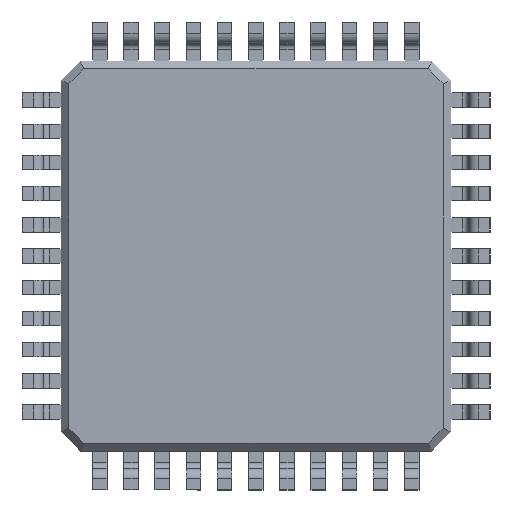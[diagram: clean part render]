
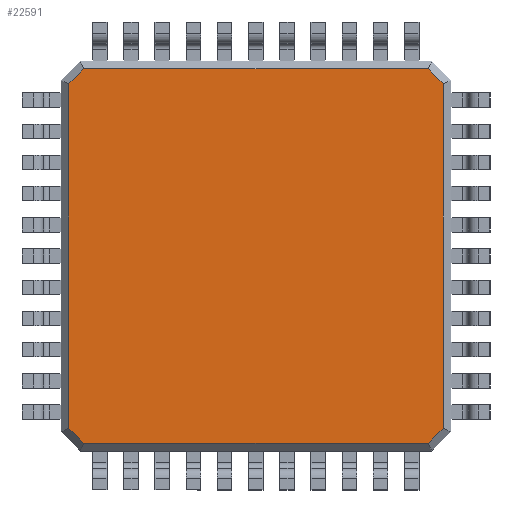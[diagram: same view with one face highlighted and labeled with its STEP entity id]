
A CAD part, front view. The second image highlights one B-rep face of the part: STEP entity #22591.
In plain terms, the highlighted planar face has unit normal (0, -1, 0).
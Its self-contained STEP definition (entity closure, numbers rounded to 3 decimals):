
#2892=FACE_OUTER_BOUND('',#4164,.T.);
#4164=EDGE_LOOP('',(#20580,#20581,#20582,#20583,#20584,#20585,#20586,#20587));
#6402=LINE('',#40684,#8672);
#6406=LINE('',#40691,#8676);
#6409=LINE('',#40697,#8679);
#6412=LINE('',#40705,#8682);
#6414=LINE('',#40709,#8684);
#6418=LINE('',#40715,#8688);
#6419=LINE('',#40718,#8689);
#6422=LINE('',#40723,#8692);
#8672=VECTOR('',#28685,10.);
#8676=VECTOR('',#28691,10.);
#8679=VECTOR('',#28696,10.);
#8682=VECTOR('',#28701,10.);
#8684=VECTOR('',#28705,10.);
#8688=VECTOR('',#28711,10.);
#8689=VECTOR('',#28714,10.);
#8692=VECTOR('',#28719,10.);
#10860=VERTEX_POINT('',#40681);
#10861=VERTEX_POINT('',#40683);
#10863=VERTEX_POINT('',#40689);
#10865=VERTEX_POINT('',#40695);
#10868=VERTEX_POINT('',#40702);
#10869=VERTEX_POINT('',#40704);
#10870=VERTEX_POINT('',#40708);
#10872=VERTEX_POINT('',#40717);
#14090=EDGE_CURVE('',#10860,#10861,#6402,.T.);
#14094=EDGE_CURVE('',#10863,#10860,#6406,.T.);
#14097=EDGE_CURVE('',#10865,#10863,#6409,.T.);
#14100=EDGE_CURVE('',#10868,#10869,#6412,.T.);
#14102=EDGE_CURVE('',#10870,#10868,#6414,.T.);
#14106=EDGE_CURVE('',#10869,#10865,#6418,.T.);
#14107=EDGE_CURVE('',#10872,#10870,#6419,.T.);
#14110=EDGE_CURVE('',#10861,#10872,#6422,.T.);
#20580=ORIENTED_EDGE('',*,*,#14100,.F.);
#20581=ORIENTED_EDGE('',*,*,#14102,.F.);
#20582=ORIENTED_EDGE('',*,*,#14107,.F.);
#20583=ORIENTED_EDGE('',*,*,#14110,.F.);
#20584=ORIENTED_EDGE('',*,*,#14090,.F.);
#20585=ORIENTED_EDGE('',*,*,#14094,.F.);
#20586=ORIENTED_EDGE('',*,*,#14097,.F.);
#20587=ORIENTED_EDGE('',*,*,#14106,.F.);
#21365=PLANE('',#23951);
#22591=ADVANCED_FACE('',(#2892),#21365,.F.);
#23951=AXIS2_PLACEMENT_3D('',#40743,#28738,#28739);
#28685=DIRECTION('',(0.,0.,-1.));
#28691=DIRECTION('',(0.707,0.,-0.707));
#28696=DIRECTION('',(1.,0.,0.));
#28701=DIRECTION('',(0.,0.,1.));
#28705=DIRECTION('',(-0.707,0.,0.707));
#28711=DIRECTION('',(0.707,0.,0.707));
#28714=DIRECTION('',(-1.,0.,0.));
#28719=DIRECTION('',(-0.707,0.,-0.707));
#28738=DIRECTION('center_axis',(0.,1.,0.));
#28739=DIRECTION('ref_axis',(1.,0.,0.));
#40681=CARTESIAN_POINT('',(4.8,0.,4.417));
#40683=CARTESIAN_POINT('',(4.8,0.,-4.417));
#40684=CARTESIAN_POINT('',(4.8,0.,2.5));
#40689=CARTESIAN_POINT('',(4.417,0.,4.8));
#40691=CARTESIAN_POINT('',(4.609,0.,4.609));
#40695=CARTESIAN_POINT('',(-4.417,0.,4.8));
#40697=CARTESIAN_POINT('',(-2.5,0.,4.8));
#40702=CARTESIAN_POINT('',(-4.8,0.,-4.417));
#40704=CARTESIAN_POINT('',(-4.8,0.,4.417));
#40705=CARTESIAN_POINT('',(-4.8,0.,-2.5));
#40708=CARTESIAN_POINT('',(-4.417,0.,-4.8));
#40709=CARTESIAN_POINT('',(-4.609,0.,-4.609));
#40715=CARTESIAN_POINT('',(-4.609,0.,4.609));
#40717=CARTESIAN_POINT('',(4.417,0.,-4.8));
#40718=CARTESIAN_POINT('',(2.5,0.,-4.8));
#40723=CARTESIAN_POINT('',(4.609,0.,-4.609));
#40743=CARTESIAN_POINT('Origin',(0.,0.,0.));
